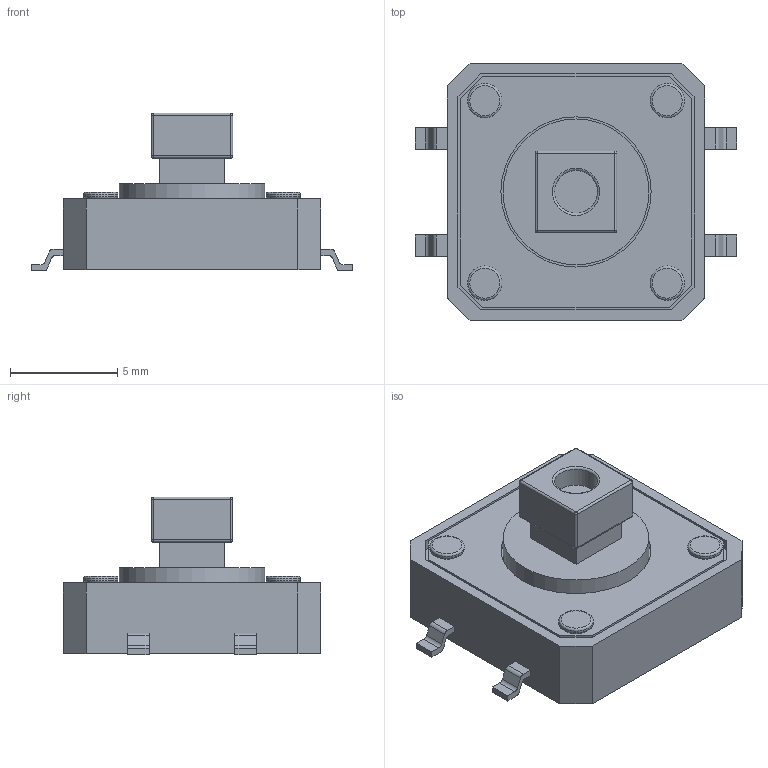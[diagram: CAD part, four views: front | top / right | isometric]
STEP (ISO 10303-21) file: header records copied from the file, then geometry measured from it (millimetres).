
FILE_DESCRIPTION(('FreeCAD Model'),'2;1');
FILE_NAME('Case_sp.step', '2020-08-03T21:28:42',('kicad StepUp'),('ksu MCAD'), 'Open CASCADE STEP processor 7.3','FreeCAD','Unknown');
FILE_SCHEMA(('AUTOMOTIVE_DESIGN { 1 0 10303 214 1 1 1 1 }'));
Length unit declared in the file: millimetre
Products named in the file (1): Case_sp
Bounding box: 15 x 12 x 7.36 mm (x, y, z)
Volume: 509.8 mm3; surface area: 824.1 mm2
Topology: 11 solids, 11 shells, 154 faces, 347 edges, 215 vertices
Faces by surface type: plane 94, cylinder 43, torus 9, sphere 8
Full cylindrical faces by diameter (mm): 0.98 x4, 1 x4, 1.6 x4, 2 x1, 6.8 x1, 7 x1
Entity records: 5295 total; most frequent: DIRECTION 753, CARTESIAN_POINT 709, ORIENTED_EDGE 678, EDGE_CURVE 339, AXIS2_PLACEMENT_3D 259, LINE 235, VECTOR 235, VERTEX_POINT 215
